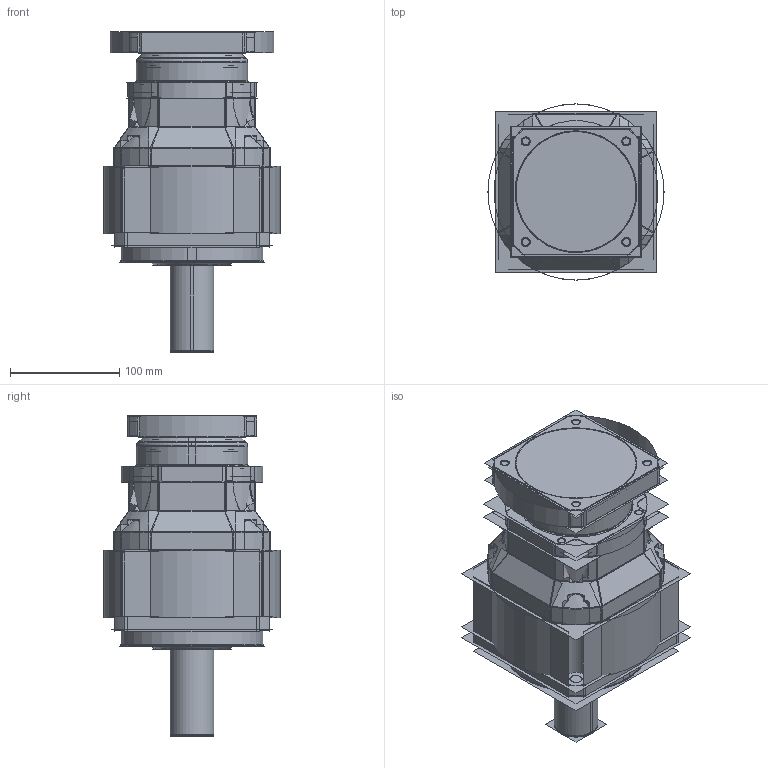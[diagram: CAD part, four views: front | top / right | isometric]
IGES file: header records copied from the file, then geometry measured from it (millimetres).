
Start section:  PTC IGES file: ab1422-p4140301.igs
Global section: file name: ab1422-p4140301.igs; native system: Pro/ENGINEER by Parametric Technology Corporation; preprocessor: 2006170; author: d00280; organization: Unknown; date: 20080222.170609; units: millimetre
Bounding box: 161 x 161 x 293.36 mm (x, y, z)
Surface area: 803455.2 mm2 (no closed solid volume)
Topology: 0 solids, 0 shells, 952 faces, 12733 edges, 16832 vertices
Faces by surface type: revolution 730, bspline 222
